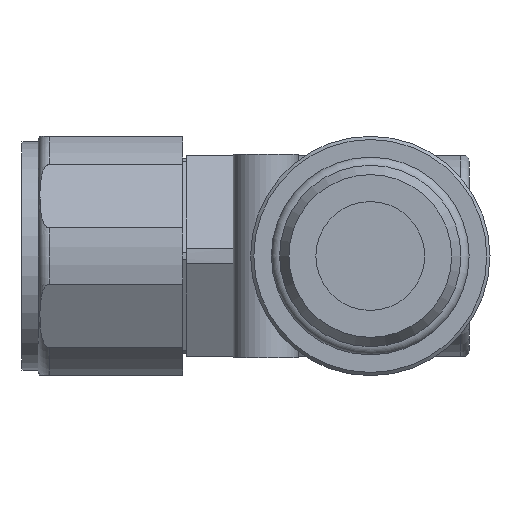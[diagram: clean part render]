
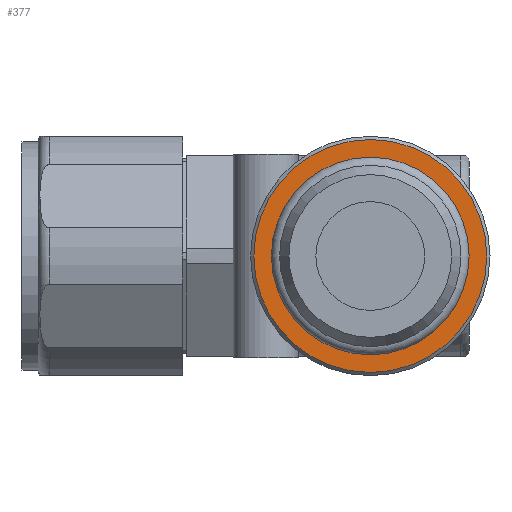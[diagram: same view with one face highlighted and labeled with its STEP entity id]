
A CAD part, left-side view. The second image highlights one B-rep face of the part: STEP entity #377.
In plain terms, the highlighted planar face has unit normal (-1, 0, 0).
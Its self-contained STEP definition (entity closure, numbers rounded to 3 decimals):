
#377 = ADVANCED_FACE( '', ( #892, #893 ), #894, .F. );
#892 = FACE_OUTER_BOUND( '', #1644, .T. );
#893 = FACE_BOUND( '', #1645, .T. );
#894 = PLANE( '', #1646 );
#1644 = EDGE_LOOP( '', ( #2550 ) );
#1645 = EDGE_LOOP( '', ( #2551 ) );
#1646 = AXIS2_PLACEMENT_3D( '', #2552, #2553, #2554 );
#2550 = ORIENTED_EDGE( '', *, *, #4234, .F. );
#2551 = ORIENTED_EDGE( '', *, *, #4235, .T. );
#2552 = CARTESIAN_POINT( '', ( 0., 8.19, 0. ) );
#2553 = DIRECTION( '', ( 1., 0., 0. ) );
#2554 = DIRECTION( '', ( 0., 0., -1. ) );
#4234 = EDGE_CURVE( '', #5034, #5034, #5035, .T. );
#4235 = EDGE_CURVE( '', #5036, #5036, #5037, .T. );
#5034 = VERTEX_POINT( '', #6455 );
#5035 = CIRCLE( '', #6456, 10.7 );
#5036 = VERTEX_POINT( '', #6457 );
#5037 = CIRCLE( '', #6458, 8.19 );
#6455 = CARTESIAN_POINT( '', ( 0., 0., -10.7 ) );
#6456 = AXIS2_PLACEMENT_3D( '', #8023, #8024, #8025 );
#6457 = CARTESIAN_POINT( '', ( 0., 0., -8.19 ) );
#6458 = AXIS2_PLACEMENT_3D( '', #8026, #8027, #8028 );
#8023 = CARTESIAN_POINT( '', ( 0., 0., 0. ) );
#8024 = DIRECTION( '', ( 1., 0., 0. ) );
#8025 = DIRECTION( '', ( 0., 0., -1. ) );
#8026 = CARTESIAN_POINT( '', ( 0., 0., 0. ) );
#8027 = DIRECTION( '', ( 1., 0., 0. ) );
#8028 = DIRECTION( '', ( 0., 0., -1. ) );
